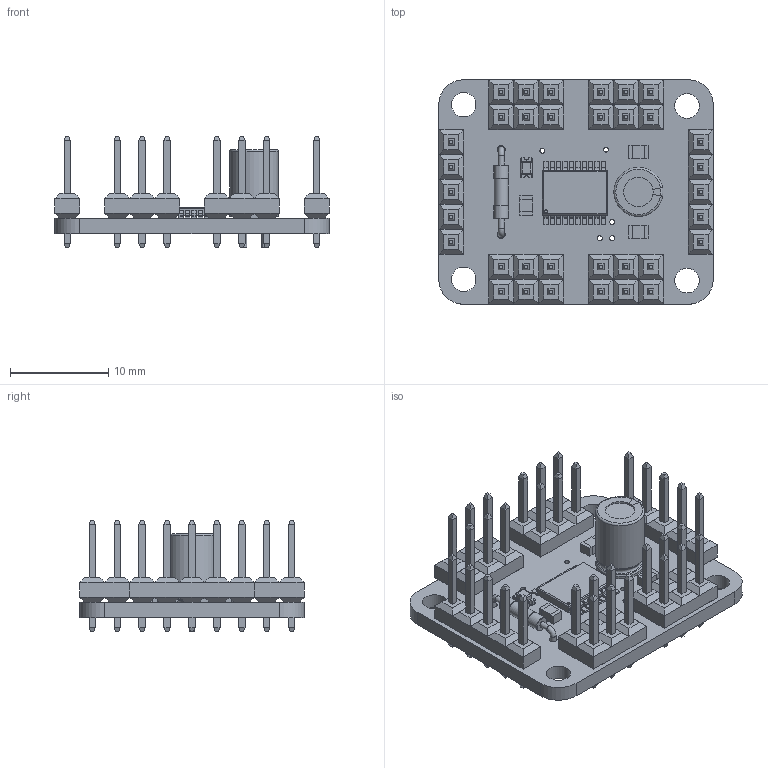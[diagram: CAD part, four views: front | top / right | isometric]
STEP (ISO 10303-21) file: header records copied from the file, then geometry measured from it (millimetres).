
FILE_DESCRIPTION(/* description */ (''),/* implementation_level */ '2;1');
FILE_NAME(/* name */ 'adafruit tlc59711.step',/* time_stamp */ '2018-09-03T22:34:22-04:00',/* author */ ('Adafruit'),/* organization */ (''),/* preprocessor_version */ 'ST-DEVELOPER v17.2',/* originating_system */ 'Autodesk Translation Framework v7.6.0.251',/* authorisation */ '');
FILE_SCHEMA (('AUTOMOTIVE_DESIGN { 1 0 10303 214 3 1 1 }'));
Length unit declared in the file: millimetre
Products named in the file (12): adafruit tlc59711 v1; PCB Component; Board; 2X03_ROUND_70MIL; 470; Green; TLC59711; OUTPUT; 3.3K; 220uF+; ADAFRUIT_2.5MM; ADAFRUIT_3.5MM
Assembly tree (17 placements, depth 3):
  adafruit tlc59711 v1
    PCB Component
      Board
      2X03_ROUND_70MIL  x4
      470  x3
      Green
      TLC59711
      OUTPUT  x2
      3.3K
      220uF+
      ADAFRUIT_2.5MM
      ADAFRUIT_3.5MM
Bounding box: 27.94 x 22.86 x 11.38 mm (x, y, z)
Volume: 1688.2 mm3; surface area: 3510.1 mm2
Topology: 14 solids, 14 shells, 1446 faces, 3388 edges, 2066 vertices
Faces by surface type: plane 1244, cylinder 174, torus 20, sphere 4, cone 4
Full cylindrical faces by diameter (mm): 0.3 x1, 0.45 x2, 0.5 x20, 0.6 x4, 0.813 x4, 1 x34, 1.425 x1, 1.5 x2, 2.5 x4, 2.9 x1, 3.4 x1
Entity records: 23701 total; most frequent: CARTESIAN_POINT 3913, DIRECTION 3872, ORIENTED_EDGE 3748, EDGE_CURVE 1874, LINE 1442, VECTOR 1442, AXIS2_PLACEMENT_3D 1215, VERTEX_POINT 1186
